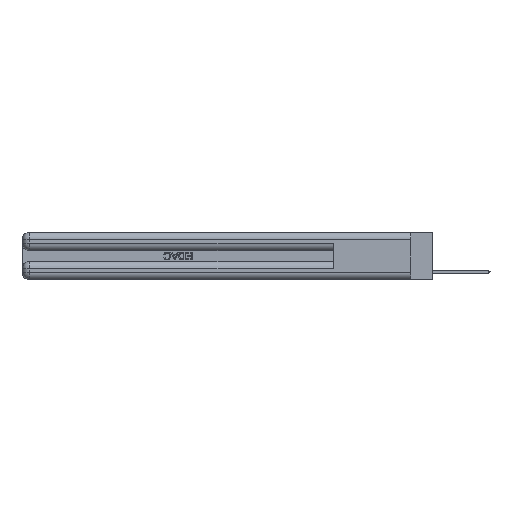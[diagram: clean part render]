
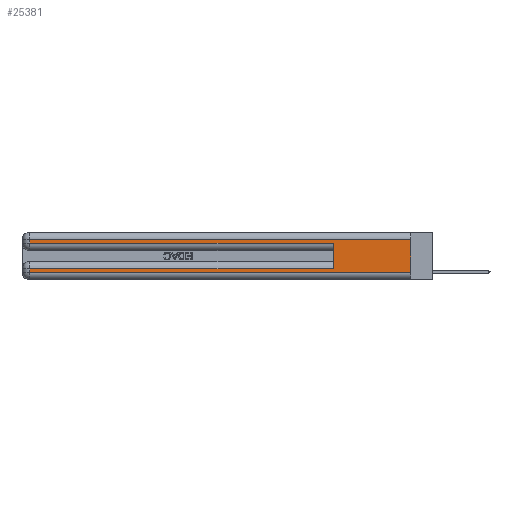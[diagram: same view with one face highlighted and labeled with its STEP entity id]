
A CAD part, left-side view. The second image highlights one B-rep face of the part: STEP entity #25381.
In plain terms, the highlighted planar face has unit normal (-1, 0, 0).
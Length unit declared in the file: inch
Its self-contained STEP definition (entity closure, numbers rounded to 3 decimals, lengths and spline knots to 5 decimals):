
#843 = VERTEX_POINT ( 'NONE', #12795 ) ;
#1037 = CARTESIAN_POINT ( 'NONE',  ( 0., 0.6, 0.285 ) ) ;
#1283 = ORIENTED_EDGE ( 'NONE', *, *, #11866, .F. ) ;
#1403 = EDGE_CURVE ( 'NONE', #23116, #26869, #25424, .T. ) ;
#2122 = CARTESIAN_POINT ( 'NONE',  ( 0., 0.6, 0.145 ) ) ;
#4401 = EDGE_CURVE ( 'NONE', #16606, #16445, #23532, .T. ) ;
#5686 = ORIENTED_EDGE ( 'NONE', *, *, #16623, .T. ) ;
#6466 = CARTESIAN_POINT ( 'NONE',  ( 0., 2.94, 0.31 ) ) ;
#7386 = VERTEX_POINT ( 'NONE', #8588 ) ;
#8588 = CARTESIAN_POINT ( 'NONE',  ( 0., 0., 0.06 ) ) ;
#9097 = CARTESIAN_POINT ( 'NONE',  ( 0., 0., 0.37 ) ) ;
#9508 = ORIENTED_EDGE ( 'NONE', *, *, #4401, .T. ) ;
#10985 = EDGE_CURVE ( 'NONE', #16445, #26389, #30702, .T. ) ;
#11866 = EDGE_CURVE ( 'NONE', #17746, #7386, #14513, .T. ) ;
#12795 = CARTESIAN_POINT ( 'NONE',  ( 0., 2.94, 0.06 ) ) ;
#13817 = CARTESIAN_POINT ( 'NONE',  ( 0., 2.94, 0.285 ) ) ;
#13980 = LINE ( 'NONE', #20476, #32589 ) ;
#14167 = FACE_OUTER_BOUND ( 'NONE', #29562, .T. ) ;
#14482 = DIRECTION ( 'NONE',  ( 0., 0., -1. ) ) ;
#14491 = CARTESIAN_POINT ( 'NONE',  ( 0., 0., 0.085 ) ) ;
#14513 = LINE ( 'NONE', #9097, #27735 ) ;
#14728 = AXIS2_PLACEMENT_3D ( 'NONE', #22924, #18011, #31189 ) ;
#14898 = LINE ( 'NONE', #2122, #28972 ) ;
#14936 = CARTESIAN_POINT ( 'NONE',  ( 0., 0., 0.06 ) ) ;
#15144 = DIRECTION ( 'NONE',  ( 0., 1., 0. ) ) ;
#15368 = DIRECTION ( 'NONE',  ( 0., 0., 1. ) ) ;
#16445 = VERTEX_POINT ( 'NONE', #13817 ) ;
#16606 = VERTEX_POINT ( 'NONE', #6466 ) ;
#16623 = EDGE_CURVE ( 'NONE', #26869, #843, #31899, .T. ) ;
#17389 = EDGE_CURVE ( 'NONE', #23116, #26389, #14898, .T. ) ;
#17746 = VERTEX_POINT ( 'NONE', #19405 ) ;
#18011 = DIRECTION ( 'NONE',  ( 1., 0., 0. ) ) ;
#19300 = CARTESIAN_POINT ( 'NONE',  ( 0., 0.6, 0.085 ) ) ;
#19405 = CARTESIAN_POINT ( 'NONE',  ( 0., 0., 0.31 ) ) ;
#19492 = CARTESIAN_POINT ( 'NONE',  ( 0., 2.94, 0.37 ) ) ;
#20402 = VECTOR ( 'NONE', #33315, 39.37008 ) ;
#20476 = CARTESIAN_POINT ( 'NONE',  ( 0., 0., 0.31 ) ) ;
#20736 = CARTESIAN_POINT ( 'NONE',  ( 0., 2.94, 0.37 ) ) ;
#21008 = ORIENTED_EDGE ( 'NONE', *, *, #32101, .T. ) ;
#22924 = CARTESIAN_POINT ( 'NONE',  ( 0., 0., 0.37 ) ) ;
#23094 = DIRECTION ( 'NONE',  ( 0., 0., -1. ) ) ;
#23116 = VERTEX_POINT ( 'NONE', #19300 ) ;
#23384 = VECTOR ( 'NONE', #32736, 39.37008 ) ;
#23532 = LINE ( 'NONE', #20736, #24741 ) ;
#24522 = VECTOR ( 'NONE', #29259, 39.37008 ) ;
#24741 = VECTOR ( 'NONE', #23094, 39.37008 ) ;
#25381 = ADVANCED_FACE ( 'NONE', ( #14167 ), #30958, .F. ) ;
#25424 = LINE ( 'NONE', #14491, #23384 ) ;
#25744 = VECTOR ( 'NONE', #27466, 39.37008 ) ;
#26187 = LINE ( 'NONE', #14936, #20402 ) ;
#26389 = VERTEX_POINT ( 'NONE', #1037 ) ;
#26869 = VERTEX_POINT ( 'NONE', #29708 ) ;
#27466 = DIRECTION ( 'NONE',  ( 0., 0., -1. ) ) ;
#27735 = VECTOR ( 'NONE', #14482, 39.37008 ) ;
#28972 = VECTOR ( 'NONE', #15368, 39.37008 ) ;
#29149 = CARTESIAN_POINT ( 'NONE',  ( 0., 0., 0.285 ) ) ;
#29259 = DIRECTION ( 'NONE',  ( 0., -1., 0. ) ) ;
#29562 = EDGE_LOOP ( 'NONE', ( #1283, #21008, #9508, #34213, #32662, #31888, #5686, #31226 ) ) ;
#29708 = CARTESIAN_POINT ( 'NONE',  ( 0., 2.94, 0.085 ) ) ;
#30702 = LINE ( 'NONE', #29149, #24522 ) ;
#30958 = PLANE ( 'NONE',  #14728 ) ;
#31189 = DIRECTION ( 'NONE',  ( 0., 0., -1. ) ) ;
#31226 = ORIENTED_EDGE ( 'NONE', *, *, #34341, .T. ) ;
#31888 = ORIENTED_EDGE ( 'NONE', *, *, #1403, .T. ) ;
#31899 = LINE ( 'NONE', #19492, #25744 ) ;
#32101 = EDGE_CURVE ( 'NONE', #17746, #16606, #13980, .T. ) ;
#32589 = VECTOR ( 'NONE', #15144, 39.37008 ) ;
#32662 = ORIENTED_EDGE ( 'NONE', *, *, #17389, .F. ) ;
#32736 = DIRECTION ( 'NONE',  ( 0., 1., 0. ) ) ;
#33315 = DIRECTION ( 'NONE',  ( 0., -1., 0. ) ) ;
#34213 = ORIENTED_EDGE ( 'NONE', *, *, #10985, .T. ) ;
#34341 = EDGE_CURVE ( 'NONE', #843, #7386, #26187, .T. ) ;
